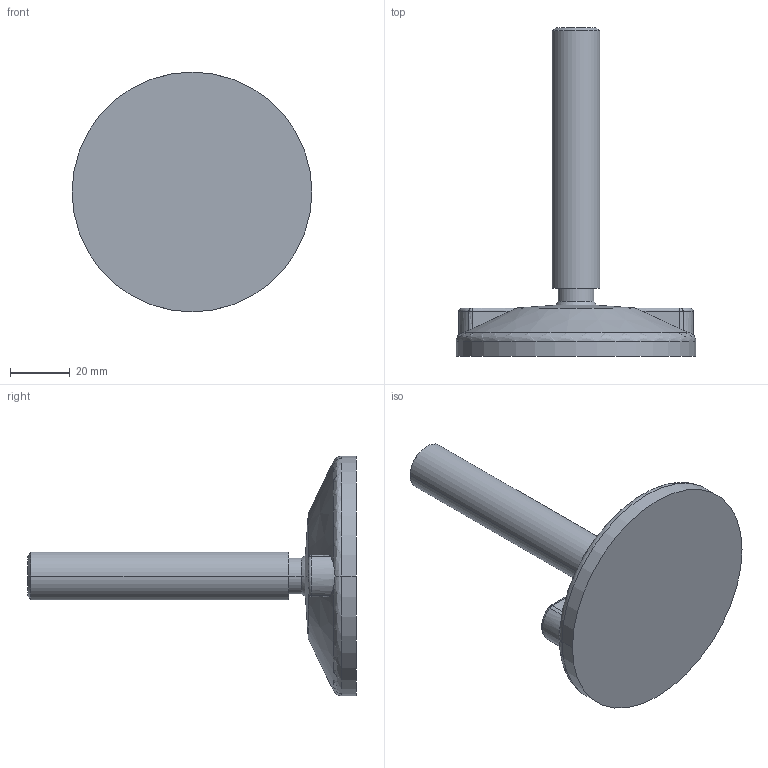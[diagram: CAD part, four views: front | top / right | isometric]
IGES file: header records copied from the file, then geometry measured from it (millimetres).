
Start section:  PTC IGES file: r0323626592.igs
Global section: file name: r0323626592.igs; native system: Pro/ENGINEER by Parametric Technology Corporation; preprocessor: 2006460; author: Andrea.Castagnoli; organization: Unknown; date: 20070302.103051; units: millimetre
Bounding box: 80 x 109.6 x 80 mm (x, y, z)
Volume: 82583.7 mm3; surface area: 17176.1 mm2
Topology: 1 solids, 1 shells, 41 faces, 94 edges, 56 vertices
Faces by surface type: revolution 32, bspline 9
